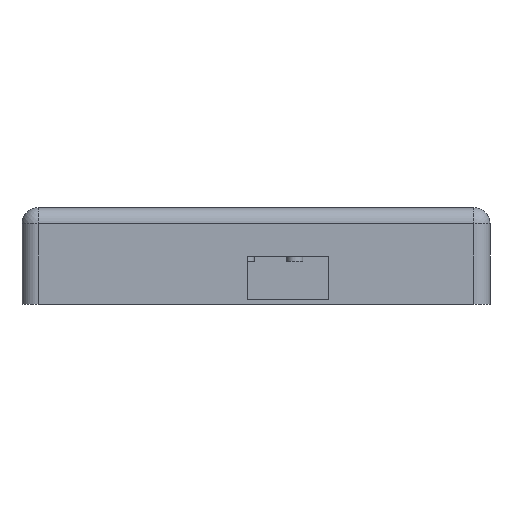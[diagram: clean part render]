
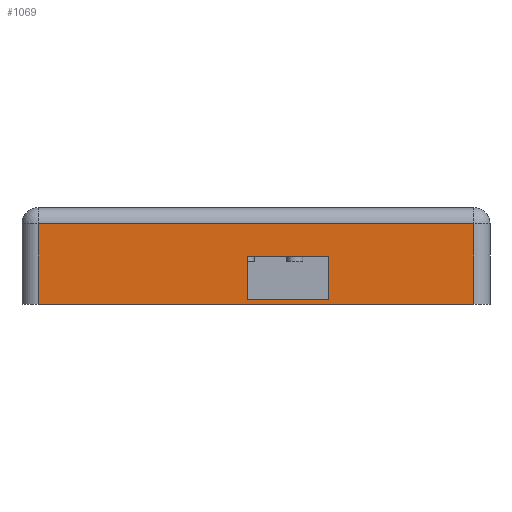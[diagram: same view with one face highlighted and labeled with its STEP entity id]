
A CAD part, left-side view. The second image highlights one B-rep face of the part: STEP entity #1069.
In plain terms, the highlighted planar face has unit normal (-1, 0, 0).
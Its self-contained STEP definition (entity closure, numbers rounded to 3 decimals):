
#198 = VERTEX_POINT('',#199);
#199 = CARTESIAN_POINT('',(-32.5,-51.,25.));
#206 = EDGE_CURVE('',#198,#207,#209,.T.);
#207 = VERTEX_POINT('',#208);
#208 = CARTESIAN_POINT('',(-32.5,-132.,25.));
#209 = LINE('',#210,#211);
#210 = CARTESIAN_POINT('',(-32.5,-51.,25.));
#211 = VECTOR('',#212,1.);
#212 = DIRECTION('',(0.,-1.,0.));
#748 = EDGE_CURVE('',#749,#751,#753,.T.);
#749 = VERTEX_POINT('',#750);
#750 = CARTESIAN_POINT('',(-32.5,-105.,34.));
#751 = VERTEX_POINT('',#752);
#752 = CARTESIAN_POINT('',(-32.5,-90.,34.));
#753 = LINE('',#754,#755);
#754 = CARTESIAN_POINT('',(-32.5,-105.,34.));
#755 = VECTOR('',#756,1.);
#756 = DIRECTION('',(0.,1.,0.));
#779 = EDGE_CURVE('',#780,#749,#782,.T.);
#780 = VERTEX_POINT('',#781);
#781 = CARTESIAN_POINT('',(-32.5,-105.,26.));
#782 = LINE('',#783,#784);
#783 = CARTESIAN_POINT('',(-32.5,-105.,26.));
#784 = VECTOR('',#785,1.);
#785 = DIRECTION('',(0.,0.,1.));
#803 = EDGE_CURVE('',#804,#780,#806,.T.);
#804 = VERTEX_POINT('',#805);
#805 = CARTESIAN_POINT('',(-32.5,-90.,26.));
#806 = LINE('',#807,#808);
#807 = CARTESIAN_POINT('',(-32.5,-90.,26.));
#808 = VECTOR('',#809,1.);
#809 = DIRECTION('',(0.,-1.,0.));
#827 = EDGE_CURVE('',#751,#804,#828,.T.);
#828 = LINE('',#829,#830);
#829 = CARTESIAN_POINT('',(-32.5,-90.,34.));
#830 = VECTOR('',#831,1.);
#831 = DIRECTION('',(0.,0.,-1.));
#1050 = VERTEX_POINT('',#1051);
#1051 = CARTESIAN_POINT('',(-32.5,-51.,40.));
#1058 = EDGE_CURVE('',#198,#1050,#1059,.T.);
#1059 = LINE('',#1060,#1061);
#1060 = CARTESIAN_POINT('',(-32.5,-51.,25.));
#1061 = VECTOR('',#1062,1.);
#1062 = DIRECTION('',(0.,0.,1.));
#1069 = ADVANCED_FACE('',(#1070,#1088),#1094,.F.);
#1070 = FACE_BOUND('',#1071,.F.);
#1071 = EDGE_LOOP('',(#1072,#1073,#1081,#1087));
#1072 = ORIENTED_EDGE('',*,*,#1058,.T.);
#1073 = ORIENTED_EDGE('',*,*,#1074,.T.);
#1074 = EDGE_CURVE('',#1050,#1075,#1077,.T.);
#1075 = VERTEX_POINT('',#1076);
#1076 = CARTESIAN_POINT('',(-32.5,-132.,40.));
#1077 = LINE('',#1078,#1079);
#1078 = CARTESIAN_POINT('',(-32.5,-51.,40.));
#1079 = VECTOR('',#1080,1.);
#1080 = DIRECTION('',(0.,-1.,0.));
#1081 = ORIENTED_EDGE('',*,*,#1082,.F.);
#1082 = EDGE_CURVE('',#207,#1075,#1083,.T.);
#1083 = LINE('',#1084,#1085);
#1084 = CARTESIAN_POINT('',(-32.5,-132.,25.));
#1085 = VECTOR('',#1086,1.);
#1086 = DIRECTION('',(0.,0.,1.));
#1087 = ORIENTED_EDGE('',*,*,#206,.F.);
#1088 = FACE_BOUND('',#1089,.F.);
#1089 = EDGE_LOOP('',(#1090,#1091,#1092,#1093));
#1090 = ORIENTED_EDGE('',*,*,#748,.T.);
#1091 = ORIENTED_EDGE('',*,*,#827,.T.);
#1092 = ORIENTED_EDGE('',*,*,#803,.T.);
#1093 = ORIENTED_EDGE('',*,*,#779,.T.);
#1094 = PLANE('',#1095);
#1095 = AXIS2_PLACEMENT_3D('',#1096,#1097,#1098);
#1096 = CARTESIAN_POINT('',(-32.5,-51.,25.));
#1097 = DIRECTION('',(1.,0.,0.));
#1098 = DIRECTION('',(0.,-1.,0.));
